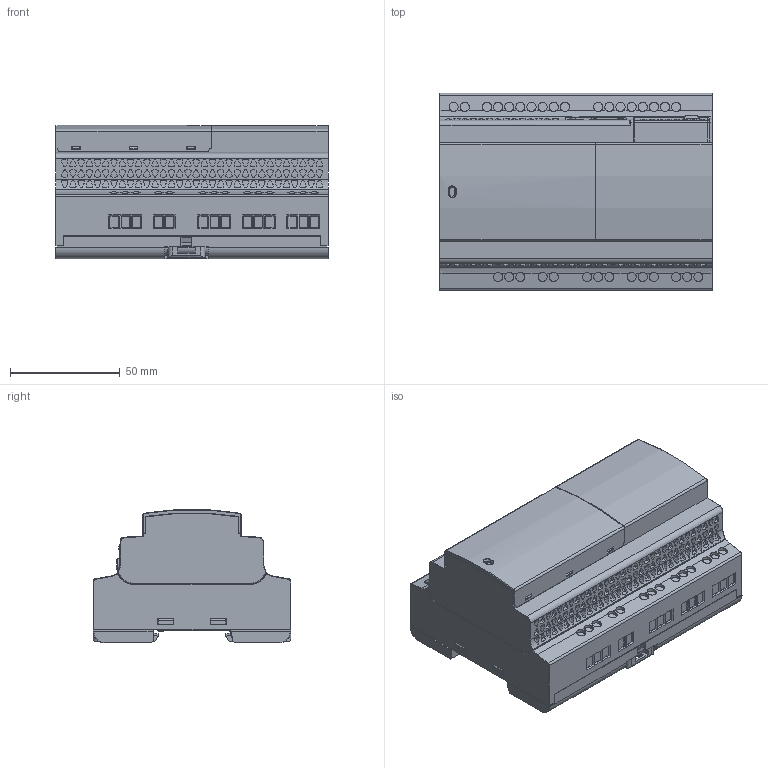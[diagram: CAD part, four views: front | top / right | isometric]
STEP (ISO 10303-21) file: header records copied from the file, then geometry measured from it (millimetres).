
FILE_DESCRIPTION((''),'2;1');
FILE_NAME('ENV_BLIND_ET','2018-04-09T',('lpadby2'),('CROUZET-AUTOMATISMES'),'CREO PARAMETRIC BY PTC INC, 2017170','CREO PARAMETRIC BY PTC INC, 2017170','');
FILE_SCHEMA(('AP203_CONFIGURATION_CONTROLLED_3D_DESIGN_OF_MECHANICAL_PARTS_AND_ASSEMBLIES_MIM_LF { 1 0 10303 403 2 1 2 }'));
Products named in the file (1): ENV_BLIND_ET
Bounding box: 124.6 x 90.1 x 61.05 mm (x, y, z)
Volume: 522451.8 mm3; surface area: 58041.8 mm2
Topology: 1 solids, 1 shells, 2752 faces, 7243 edges, 4691 vertices
Faces by surface type: plane 1431, cylinder 1201, torus 59, extrusion 22, bspline 21, cone 16, sphere 2
Entity records: 116601 total; most frequent: CARTESIAN_POINT 27016, ORIENTED_EDGE 14482, DIRECTION 13390, PRESENTATION_STYLE_ASSIGNMENT 7248, STYLED_ITEM 7248, CURVE_STYLE 7247, EDGE_CURVE 7241, VERTEX_POINT 4691
